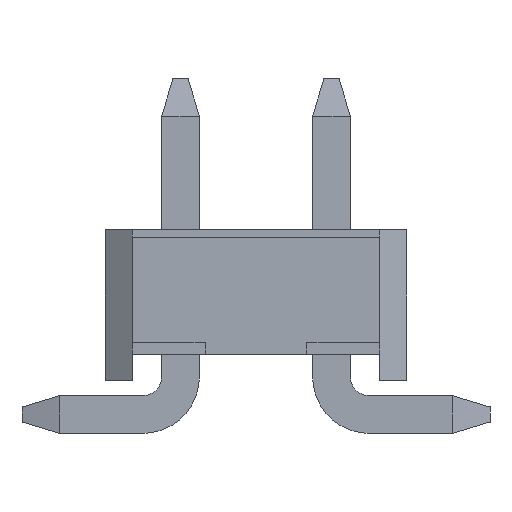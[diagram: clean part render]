
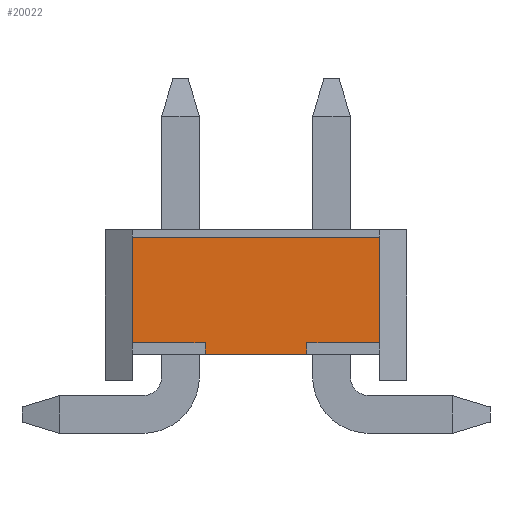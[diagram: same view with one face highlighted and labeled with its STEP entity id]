
A CAD part, front view. The second image highlights one B-rep face of the part: STEP entity #20022.
In plain terms, the highlighted face is planar.
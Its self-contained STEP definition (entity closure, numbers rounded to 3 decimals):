
#1688=ORIENTED_EDGE('',*,*,#5122,.T.);
#1689=ORIENTED_EDGE('',*,*,#4255,.F.);
#1690=ORIENTED_EDGE('',*,*,#4249,.T.);
#1691=ORIENTED_EDGE('',*,*,#5123,.T.);
#1692=ORIENTED_EDGE('',*,*,#4270,.T.);
#1693=ORIENTED_EDGE('',*,*,#4275,.T.);
#1694=ORIENTED_EDGE('',*,*,#5121,.F.);
#1695=ORIENTED_EDGE('',*,*,#4399,.F.);
#4249=EDGE_CURVE('',#6283,#6284,#7545,.T.);
#4255=EDGE_CURVE('',#6283,#6288,#7551,.T.);
#4270=EDGE_CURVE('',#6298,#6300,#7566,.T.);
#4275=EDGE_CURVE('',#6300,#6303,#7571,.T.);
#4399=EDGE_CURVE('',#6403,#6402,#7695,.T.);
#5121=EDGE_CURVE('',#6402,#6303,#8417,.T.);
#5122=EDGE_CURVE('',#6403,#6288,#8418,.T.);
#5123=EDGE_CURVE('',#6284,#6298,#8419,.T.);
#6283=VERTEX_POINT('',#25292);
#6284=VERTEX_POINT('',#25293);
#6288=VERTEX_POINT('',#25302);
#6298=VERTEX_POINT('',#25331);
#6300=VERTEX_POINT('',#25335);
#6303=VERTEX_POINT('',#25345);
#6402=VERTEX_POINT('',#25604);
#6403=VERTEX_POINT('',#25606);
#7545=LINE('',#25291,#9485);
#7551=LINE('',#25304,#9491);
#7566=LINE('',#25336,#9506);
#7571=LINE('',#25346,#9511);
#7695=LINE('',#25607,#9635);
#8417=LINE('',#27035,#10357);
#8418=LINE('',#27037,#10358);
#8419=LINE('',#27039,#10359);
#9485=VECTOR('',#21501,1000.);
#9491=VECTOR('',#21509,1000.);
#9506=VECTOR('',#21534,1000.);
#9511=VECTOR('',#21543,1000.);
#9635=VECTOR('',#21741,1000.);
#10357=VECTOR('',#22955,1000.);
#10358=VECTOR('',#22958,1000.);
#10359=VECTOR('',#22961,1000.);
#11736=EDGE_LOOP('',(#1688,#1689,#1690,#1691,#1692,#1693,#1694,#1695));
#12610=FACE_BOUND('',#11736,.T.);
#13460=PLANE('',#20855);
#20022=ADVANCED_FACE('',(#12610),#13460,.T.);
#20855=AXIS2_PLACEMENT_3D('',#27038,#22959,#22960);
#21501=DIRECTION('',(0.,0.,-1.));
#21509=DIRECTION('',(0.,1.,0.));
#21534=DIRECTION('',(0.,0.,1.));
#21543=DIRECTION('',(0.,-1.,0.));
#21741=DIRECTION('',(0.,-1.,0.));
#22955=DIRECTION('',(0.,0.,-1.));
#22958=DIRECTION('',(0.,0.,-1.));
#22959=DIRECTION('',(-1.,0.,0.));
#22960=DIRECTION('',(0.,0.,1.));
#22961=DIRECTION('',(0.,-1.,0.));
#25291=CARTESIAN_POINT('',(-12.,0.674,-0.5));
#25292=CARTESIAN_POINT('',(-12.,0.674,-0.5));
#25293=CARTESIAN_POINT('',(-12.,0.674,-0.65));
#25302=CARTESIAN_POINT('',(-12.,1.64,-0.5));
#25304=CARTESIAN_POINT('',(-12.,0.674,-0.5));
#25331=CARTESIAN_POINT('',(-12.,-0.674,-0.65));
#25335=CARTESIAN_POINT('',(-12.,-0.674,-0.5));
#25336=CARTESIAN_POINT('',(-12.,-0.674,-0.65));
#25345=CARTESIAN_POINT('',(-12.,-1.64,-0.5));
#25346=CARTESIAN_POINT('',(-12.,-0.674,-0.5));
#25604=CARTESIAN_POINT('',(-12.,-1.64,0.9));
#25606=CARTESIAN_POINT('',(-12.,1.64,0.9));
#25607=CARTESIAN_POINT('',(-12.,1.64,0.9));
#27035=CARTESIAN_POINT('',(-12.,-1.64,0.));
#27037=CARTESIAN_POINT('',(-12.,1.64,0.));
#27038=CARTESIAN_POINT('',(-12.,0.,0.));
#27039=CARTESIAN_POINT('',(-12.,0.,-0.65));
